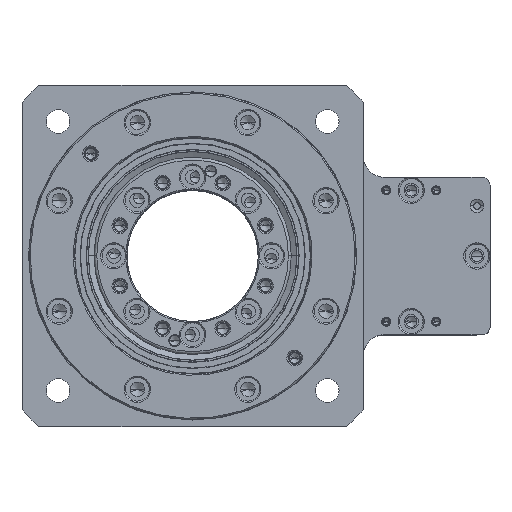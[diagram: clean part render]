
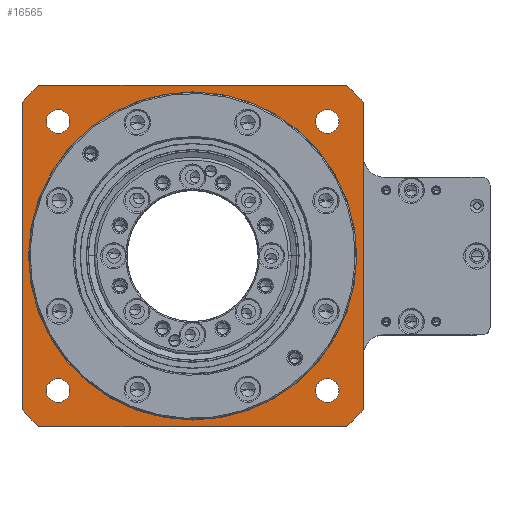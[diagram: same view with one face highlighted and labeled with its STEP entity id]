
A CAD part, top view. The second image highlights one B-rep face of the part: STEP entity #16565.
In plain terms, the highlighted planar face has unit normal (0, 0, 1).
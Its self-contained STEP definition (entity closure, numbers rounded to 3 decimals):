
#417=PLANE('',#17879);
#1137=VECTOR('',#20886,1.);
#1138=VECTOR('',#20889,1.);
#1139=VECTOR('',#20892,1.);
#1140=VECTOR('',#20895,1.);
#2186=LINE('',#26665,#1137);
#2187=LINE('',#26670,#1138);
#2188=LINE('',#26674,#1139);
#2189=LINE('',#26678,#1140);
#3275=VERTEX_POINT('',#26489);
#3276=VERTEX_POINT('',#26491);
#3279=VERTEX_POINT('',#26498);
#3280=VERTEX_POINT('',#26500);
#3283=VERTEX_POINT('',#26507);
#3284=VERTEX_POINT('',#26509);
#3287=VERTEX_POINT('',#26516);
#3288=VERTEX_POINT('',#26518);
#3291=VERTEX_POINT('',#26525);
#3292=VERTEX_POINT('',#26527);
#3342=VERTEX_POINT('',#26666);
#3343=VERTEX_POINT('',#26667);
#3344=VERTEX_POINT('',#26669);
#3345=VERTEX_POINT('',#26671);
#3346=VERTEX_POINT('',#26673);
#3347=VERTEX_POINT('',#26675);
#3348=VERTEX_POINT('',#26677);
#3349=VERTEX_POINT('',#26679);
#4710=CIRCLE('',#17812,4.5);
#4712=CIRCLE('',#17815,4.5);
#4714=CIRCLE('',#17818,4.5);
#4716=CIRCLE('',#17821,4.5);
#4718=CIRCLE('',#17824,62.5);
#4766=CIRCLE('',#17880,4.5);
#4767=CIRCLE('',#17881,4.5);
#4768=CIRCLE('',#17882,4.5);
#4769=CIRCLE('',#17883,4.5);
#4770=CIRCLE('',#17884,62.5);
#4771=CIRCLE('',#17885,87.5);
#4772=CIRCLE('',#17886,87.5);
#4773=CIRCLE('',#17887,87.5);
#4774=CIRCLE('',#17888,87.5);
#6326=EDGE_CURVE('',#3275,#3276,#4710,.T.);
#6330=EDGE_CURVE('',#3279,#3280,#4712,.T.);
#6334=EDGE_CURVE('',#3283,#3284,#4714,.T.);
#6338=EDGE_CURVE('',#3287,#3288,#4716,.T.);
#6342=EDGE_CURVE('',#3291,#3292,#4718,.T.);
#6418=EDGE_CURVE('',#3276,#3275,#4766,.T.);
#6419=EDGE_CURVE('',#3280,#3279,#4767,.T.);
#6420=EDGE_CURVE('',#3284,#3283,#4768,.T.);
#6421=EDGE_CURVE('',#3288,#3287,#4769,.T.);
#6422=EDGE_CURVE('',#3292,#3291,#4770,.T.);
#6423=EDGE_CURVE('',#3342,#3343,#2186,.T.);
#6424=EDGE_CURVE('',#3343,#3344,#4771,.T.);
#6425=EDGE_CURVE('',#3344,#3345,#2187,.T.);
#6426=EDGE_CURVE('',#3345,#3346,#4772,.T.);
#6427=EDGE_CURVE('',#3346,#3347,#2188,.T.);
#6428=EDGE_CURVE('',#3347,#3348,#4773,.T.);
#6429=EDGE_CURVE('',#3348,#3349,#2189,.T.);
#6430=EDGE_CURVE('',#3349,#3342,#4774,.T.);
#9044=ORIENTED_EDGE('',*,*,#6418,.F.);
#9045=ORIENTED_EDGE('',*,*,#6326,.F.);
#9046=ORIENTED_EDGE('',*,*,#6419,.F.);
#9047=ORIENTED_EDGE('',*,*,#6330,.F.);
#9048=ORIENTED_EDGE('',*,*,#6420,.F.);
#9049=ORIENTED_EDGE('',*,*,#6334,.F.);
#9050=ORIENTED_EDGE('',*,*,#6421,.F.);
#9051=ORIENTED_EDGE('',*,*,#6338,.F.);
#9052=ORIENTED_EDGE('',*,*,#6422,.F.);
#9053=ORIENTED_EDGE('',*,*,#6342,.F.);
#9054=ORIENTED_EDGE('',*,*,#6423,.T.);
#9055=ORIENTED_EDGE('',*,*,#6424,.T.);
#9056=ORIENTED_EDGE('',*,*,#6425,.T.);
#9057=ORIENTED_EDGE('',*,*,#6426,.T.);
#9058=ORIENTED_EDGE('',*,*,#6427,.T.);
#9059=ORIENTED_EDGE('',*,*,#6428,.T.);
#9060=ORIENTED_EDGE('',*,*,#6429,.T.);
#9061=ORIENTED_EDGE('',*,*,#6430,.T.);
#13785=EDGE_LOOP('',(#9044,#9045));
#13786=EDGE_LOOP('',(#9046,#9047));
#13787=EDGE_LOOP('',(#9048,#9049));
#13788=EDGE_LOOP('',(#9050,#9051));
#13789=EDGE_LOOP('',(#9052,#9053));
#13790=EDGE_LOOP('',(#9054,#9055,#9056,#9057,#9058,#9059,#9060,#9061));
#15184=FACE_BOUND('',#13785,.T.);
#15185=FACE_BOUND('',#13786,.T.);
#15186=FACE_BOUND('',#13787,.T.);
#15187=FACE_BOUND('',#13788,.T.);
#15188=FACE_BOUND('',#13789,.T.);
#15189=FACE_BOUND('',#13790,.T.);
#16565=ADVANCED_FACE('',(#15184,#15185,#15186,#15187,#15188,#15189),#417,
 .T.);
#17812=AXIS2_PLACEMENT_3D('',#26490,#20707,#20708);
#17815=AXIS2_PLACEMENT_3D('',#26499,#20715,#20716);
#17818=AXIS2_PLACEMENT_3D('',#26508,#20723,#20724);
#17821=AXIS2_PLACEMENT_3D('',#26517,#20731,#20732);
#17824=AXIS2_PLACEMENT_3D('',#26526,#20739,#20740);
#17879=AXIS2_PLACEMENT_3D('',#26659,#20875,$);
#17880=AXIS2_PLACEMENT_3D('',#26660,#20876,#20877);
#17881=AXIS2_PLACEMENT_3D('',#26661,#20878,#20879);
#17882=AXIS2_PLACEMENT_3D('',#26662,#20880,#20881);
#17883=AXIS2_PLACEMENT_3D('',#26663,#20882,#20883);
#17884=AXIS2_PLACEMENT_3D('',#26664,#20884,#20885);
#17885=AXIS2_PLACEMENT_3D('',#26668,#20887,#20888);
#17886=AXIS2_PLACEMENT_3D('',#26672,#20890,#20891);
#17887=AXIS2_PLACEMENT_3D('',#26676,#20893,#20894);
#17888=AXIS2_PLACEMENT_3D('',#26680,#20896,#20897);
#20707=DIRECTION('',(0.,0.,1.));
#20708=DIRECTION('',(4.5,0.,0.));
#20715=DIRECTION('',(0.,0.,1.));
#20716=DIRECTION('',(4.5,0.,0.));
#20723=DIRECTION('',(0.,0.,1.));
#20724=DIRECTION('',(4.5,0.,0.));
#20731=DIRECTION('',(0.,0.,1.));
#20732=DIRECTION('',(4.5,0.,0.));
#20739=DIRECTION('',(0.,0.,1.));
#20740=DIRECTION('',(62.5,0.,0.));
#20875=DIRECTION('',(0.,0.,1.));
#20876=DIRECTION('',(0.,0.,1.));
#20877=DIRECTION('',(4.5,0.,0.));
#20878=DIRECTION('',(0.,0.,1.));
#20879=DIRECTION('',(4.5,0.,0.));
#20880=DIRECTION('',(0.,0.,1.));
#20881=DIRECTION('',(4.5,0.,0.));
#20882=DIRECTION('',(0.,0.,1.));
#20883=DIRECTION('',(4.5,0.,0.));
#20884=DIRECTION('',(0.,0.,1.));
#20885=DIRECTION('',(62.5,0.,0.));
#20886=DIRECTION('',(0.,1.,0.));
#20887=DIRECTION('',(0.,0.,1.));
#20888=DIRECTION('',(87.5,0.,0.));
#20889=DIRECTION('',(-1.,0.,0.));
#20890=DIRECTION('',(0.,0.,1.));
#20891=DIRECTION('',(87.5,0.,0.));
#20892=DIRECTION('',(0.,-1.,0.));
#20893=DIRECTION('',(0.,0.,1.));
#20894=DIRECTION('',(87.5,0.,0.));
#20895=DIRECTION('',(1.,0.,0.));
#20896=DIRECTION('',(0.,0.,1.));
#20897=DIRECTION('',(87.5,0.,0.));
#26489=CARTESIAN_POINT('',(-55.765,51.265,0.));
#26490=CARTESIAN_POINT('',(-51.265,51.265,0.));
#26491=CARTESIAN_POINT('',(-46.765,51.265,0.));
#26498=CARTESIAN_POINT('',(-55.765,-51.265,0.));
#26499=CARTESIAN_POINT('',(-51.265,-51.265,0.));
#26500=CARTESIAN_POINT('',(-46.765,-51.265,0.));
#26507=CARTESIAN_POINT('',(46.765,-51.265,0.));
#26508=CARTESIAN_POINT('',(51.265,-51.265,0.));
#26509=CARTESIAN_POINT('',(55.765,-51.265,0.));
#26516=CARTESIAN_POINT('',(46.765,51.265,0.));
#26517=CARTESIAN_POINT('',(51.265,51.265,0.));
#26518=CARTESIAN_POINT('',(55.765,51.265,0.));
#26525=CARTESIAN_POINT('',(62.5,0.,0.));
#26526=CARTESIAN_POINT('',(0.,0.,0.));
#26527=CARTESIAN_POINT('',(-62.5,0.,0.));
#26659=CARTESIAN_POINT('',(-65.,-65.,0.));
#26660=CARTESIAN_POINT('',(-51.265,51.265,0.));
#26661=CARTESIAN_POINT('',(-51.265,-51.265,0.));
#26662=CARTESIAN_POINT('',(51.265,-51.265,0.));
#26663=CARTESIAN_POINT('',(51.265,51.265,0.));
#26664=CARTESIAN_POINT('',(0.,0.,0.));
#26665=CARTESIAN_POINT('',(65.,-58.577,0.));
#26666=CARTESIAN_POINT('',(65.,-58.577,0.));
#26667=CARTESIAN_POINT('',(65.,58.577,0.));
#26668=CARTESIAN_POINT('',(0.,0.,0.));
#26669=CARTESIAN_POINT('',(58.577,65.,0.));
#26670=CARTESIAN_POINT('',(58.577,65.,0.));
#26671=CARTESIAN_POINT('',(-58.577,65.,0.));
#26672=CARTESIAN_POINT('',(0.,0.,0.));
#26673=CARTESIAN_POINT('',(-65.,58.577,0.));
#26674=CARTESIAN_POINT('',(-65.,58.577,0.));
#26675=CARTESIAN_POINT('',(-65.,-58.577,0.));
#26676=CARTESIAN_POINT('',(0.,0.,0.));
#26677=CARTESIAN_POINT('',(-58.577,-65.,0.));
#26678=CARTESIAN_POINT('',(-58.577,-65.,0.));
#26679=CARTESIAN_POINT('',(58.577,-65.,0.));
#26680=CARTESIAN_POINT('',(0.,0.,0.));
